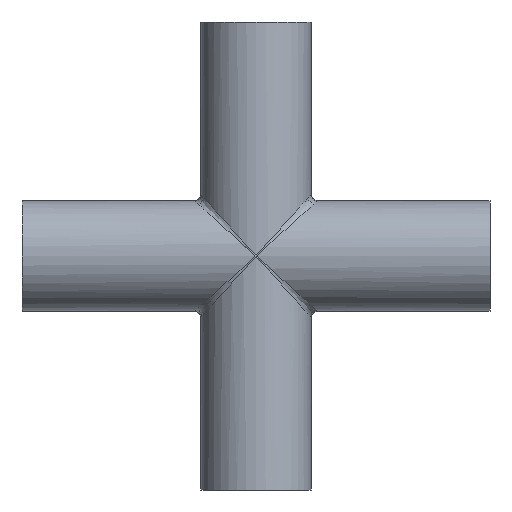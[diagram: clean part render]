
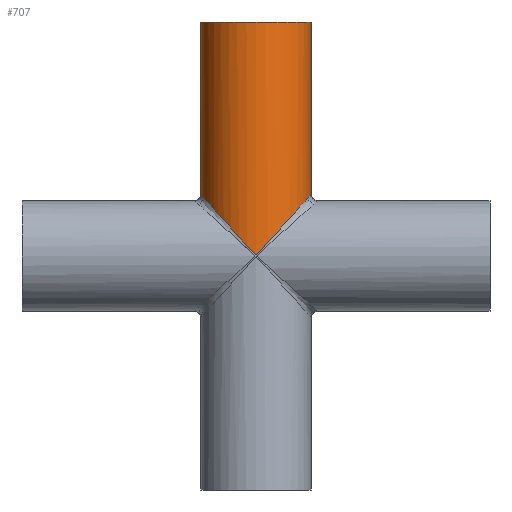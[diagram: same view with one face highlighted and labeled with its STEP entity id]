
A CAD part, front view. The second image highlights one B-rep face of the part: STEP entity #707.
In plain terms, the highlighted cylindrical face has radius 12.7 mm (diameter 25.4 mm), a partial arc.
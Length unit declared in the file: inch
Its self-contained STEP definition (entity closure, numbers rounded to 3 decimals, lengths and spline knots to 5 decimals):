
#25 = VERTEX_POINT ( 'NONE', #352 ) ;
#47 = CARTESIAN_POINT ( 'NONE',  ( 0., -0.5, 0. ) ) ;
#61 = CARTESIAN_POINT ( 'NONE',  ( -0.29289, -0.5, 0.32749 ) ) ;
#83 = DIRECTION ( 'NONE',  ( 0., 0., -1. ) ) ;
#114 = DIRECTION ( 'NONE',  ( 1., 0., 0. ) ) ;
#183 = CARTESIAN_POINT ( 'NONE',  ( -0.5, 0., 0.55906 ) ) ;
#255 = EDGE_CURVE ( 'NONE', #25, #500, #1454, .T. ) ;
#291 = VERTEX_POINT ( 'NONE', #507 ) ;
#306 = CARTESIAN_POINT ( 'NONE',  ( 0.29289, -0.5, 0.32749 ) ) ;
#326 = CARTESIAN_POINT ( 'NONE',  ( 0., -0.5, 0. ) ) ;
#341 = DIRECTION ( 'NONE',  ( 0., 0., -1. ) ) ;
#352 = CARTESIAN_POINT ( 'NONE',  ( -0.5, 0., 2.12598 ) ) ;
#371 = CYLINDRICAL_SURFACE ( 'NONE', #1263, 0.5 ) ;
#449 = VERTEX_POINT ( 'NONE', #770 ) ;
#500 = VERTEX_POINT ( 'NONE', #988 ) ;
#507 = CARTESIAN_POINT ( 'NONE',  ( 0.5, 0., 0.55906 ) ) ;
#523 = ORIENTED_EDGE ( 'NONE', *, *, #1429, .F. ) ;
#530 = LINE ( 'NONE', #1453, #1597 ) ;
#668 = EDGE_CURVE ( 'NONE', #1576, #291, #1100, .T. ) ;
#679 = DIRECTION ( 'NONE',  ( 0., 0., -1. ) ) ;
#707 = ADVANCED_FACE ( 'NONE', ( #818 ), #371, .T. ) ;
#770 = CARTESIAN_POINT ( 'NONE',  ( -0.5, 0., 0.55906 ) ) ;
#779 = VECTOR ( 'NONE', #83, 39.37008 ) ;
#802 = CARTESIAN_POINT ( 'NONE',  ( -0.5, 0., 2.12598 ) ) ;
#809 = CARTESIAN_POINT ( 'NONE',  ( 0., -0.5, 0. ) ) ;
#818 = FACE_OUTER_BOUND ( 'NONE', #1451, .T. ) ;
#838 = EDGE_CURVE ( 'NONE', #449, #1576, #1144, .T. ) ;
#860 = DIRECTION ( 'NONE',  ( 0., 0., 1. ) ) ;
#876 = CARTESIAN_POINT ( 'NONE',  ( 0., 0., 2.12598 ) ) ;
#987 = LINE ( 'NONE', #802, #779 ) ;
#988 = CARTESIAN_POINT ( 'NONE',  ( 0.5, 0., 2.12598 ) ) ;
#1062 = CARTESIAN_POINT ( 'NONE',  ( -0.5, -0.29289, 0.55906 ) ) ;
#1067 = AXIS2_PLACEMENT_3D ( 'NONE', #876, #860, #114 ) ;
#1100 =( BOUNDED_CURVE ( )  B_SPLINE_CURVE ( 3, ( #809, #306, #1317, #1304 ),
 .UNSPECIFIED., .F., .T. ) 
 B_SPLINE_CURVE_WITH_KNOTS ( ( 4, 4 ),
 ( 1.5708, 3.14159 ),
 .UNSPECIFIED. ) 
 CURVE ( )  GEOMETRIC_REPRESENTATION_ITEM ( )  RATIONAL_B_SPLINE_CURVE ( ( 1., 0.805, 0.805, 1. ) ) 
 REPRESENTATION_ITEM ( '' )  );
#1144 =( BOUNDED_CURVE ( )  B_SPLINE_CURVE ( 3, ( #183, #1062, #61, #47 ),
 .UNSPECIFIED., .F., .T. ) 
 B_SPLINE_CURVE_WITH_KNOTS ( ( 4, 4 ),
 ( 0., 1.5708 ),
 .UNSPECIFIED. ) 
 CURVE ( )  GEOMETRIC_REPRESENTATION_ITEM ( )  RATIONAL_B_SPLINE_CURVE ( ( 1., 0.805, 0.805, 1. ) ) 
 REPRESENTATION_ITEM ( '' )  );
#1216 = ORIENTED_EDGE ( 'NONE', *, *, #255, .F. ) ;
#1263 = AXIS2_PLACEMENT_3D ( 'NONE', #1430, #679, #1449 ) ;
#1304 = CARTESIAN_POINT ( 'NONE',  ( 0.5, 0., 0.55906 ) ) ;
#1317 = CARTESIAN_POINT ( 'NONE',  ( 0.5, -0.29289, 0.55906 ) ) ;
#1330 = ORIENTED_EDGE ( 'NONE', *, *, #838, .T. ) ;
#1429 = EDGE_CURVE ( 'NONE', #500, #291, #530, .T. ) ;
#1430 = CARTESIAN_POINT ( 'NONE',  ( 0., 0., 2.12598 ) ) ;
#1449 = DIRECTION ( 'NONE',  ( -1., 0., 0. ) ) ;
#1451 = EDGE_LOOP ( 'NONE', ( #523, #1216, #1504, #1330, #1573 ) ) ;
#1453 = CARTESIAN_POINT ( 'NONE',  ( 0.5, 0., 2.12598 ) ) ;
#1454 = CIRCLE ( 'NONE', #1067, 0.5 ) ;
#1482 = EDGE_CURVE ( 'NONE', #25, #449, #987, .T. ) ;
#1504 = ORIENTED_EDGE ( 'NONE', *, *, #1482, .T. ) ;
#1573 = ORIENTED_EDGE ( 'NONE', *, *, #668, .T. ) ;
#1576 = VERTEX_POINT ( 'NONE', #326 ) ;
#1597 = VECTOR ( 'NONE', #341, 39.37008 ) ;
